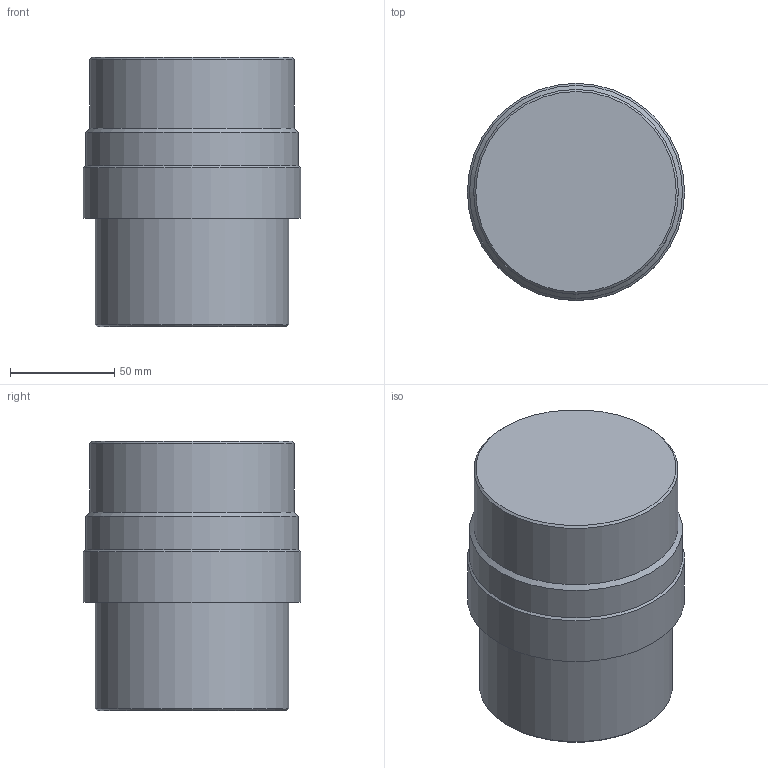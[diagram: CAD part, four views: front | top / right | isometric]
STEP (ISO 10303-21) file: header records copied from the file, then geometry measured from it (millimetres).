
FILE_DESCRIPTION(/* description */ ('STEP AP242','CAx-IF Rec.Pracs.---Representation and Presentation of Product Manufacturing Information (PMI)---4.0---2014-10-13','CAx-IF Rec.Pracs.---3D Tessellated Geometry---0.4---2014-09-14','2;1'),/* implementation_level */ '2;1');
FILE_NAME(/* name */ '65d108159803b15e68239cfd',/* time_stamp */ '2024-02-17T19:25:10Z',/* author */ (''),/* organization */ (''),/* preprocessor_version */ 'ST-DEVELOPER v19.4',/* originating_system */ ' ',/* authorisation */ ' ');
FILE_SCHEMA (('AP242_MANAGED_MODEL_BASED_3D_ENGINEERING_MIM_LF { 1 0 10303 442 1 1 4 }'));
Length unit declared in the file: metre
Products named in the file (3): guide; top; bottom
Bounding box: 104 x 104 x 129 mm (x, y, z)
Volume: 177854.3 mm3; surface area: 149331.8 mm2
Topology: 3 solids, 3 shells, 62 faces, 139 edges, 87 vertices
Faces by surface type: bspline 18, plane 16, cylinder 14, cone 14
Full cylindrical faces by diameter (mm): 88.5 x1, 92.5 x1, 94 x1, 98 x1, 99 x1, 102 x2, 104 x1
Entity records: 6878 total; most frequent: CARTESIAN_POINT 5687, ORIENTED_EDGE 236, DIRECTION 186, EDGE_CURVE 118, AXIS2_PLACEMENT_3D 93, EDGE_LOOP 87, FACE_BOUND 87, VERTEX_POINT 85
